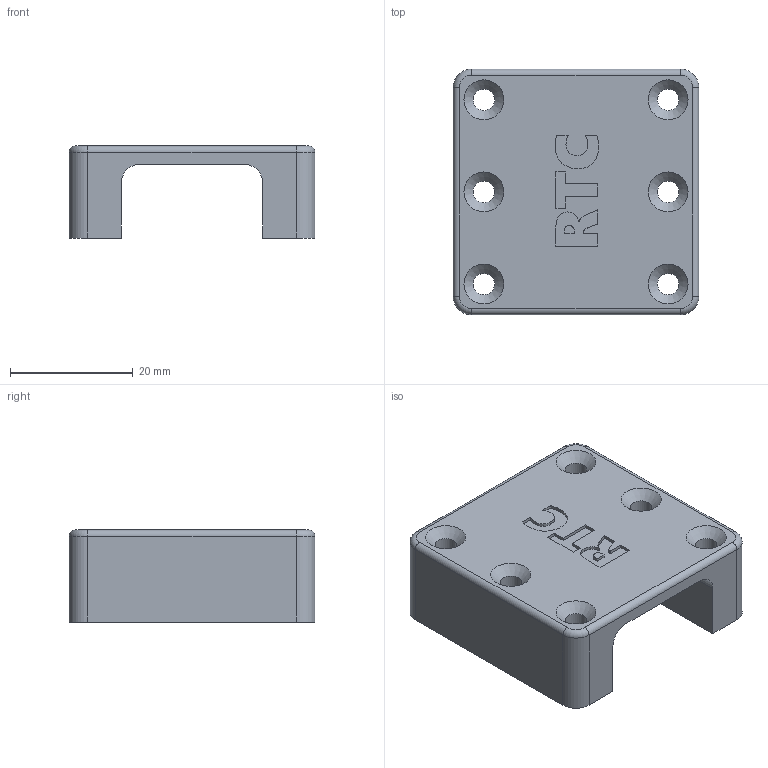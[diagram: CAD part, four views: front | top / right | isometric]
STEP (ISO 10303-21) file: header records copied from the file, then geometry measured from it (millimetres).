
FILE_DESCRIPTION(('STEP AP203'), '1');
FILE_NAME('âåðõíÿÿ ÷àñòü', '', ('UNSPECIFIED'), ('UNSPECIFIED'), 'C3D Converter', 'C3D Toolkit', '');
FILE_SCHEMA(('CONFIG_CONTROL_DESIGN'));
Length unit declared in the file: millimetre
Bounding box: 40 x 40 x 15 mm (x, y, z)
Volume: 11966.9 mm3; surface area: 6630.9 mm2
Topology: 1 solids, 1 shells, 89 faces, 235 edges, 152 vertices
Faces by surface type: plane 36, extrusion 27, cylinder 16, cone 6, torus 4
Full cylindrical faces by diameter (mm): 3.5 x6
Entity records: 3484 total; most frequent: CARTESIAN_POINT 627, ORIENTED_EDGE 446, DIRECTION 364, EDGE_CURVE 223, VECTOR 154, VERTEX_POINT 152, LINE 127, EDGE_LOOP 117
